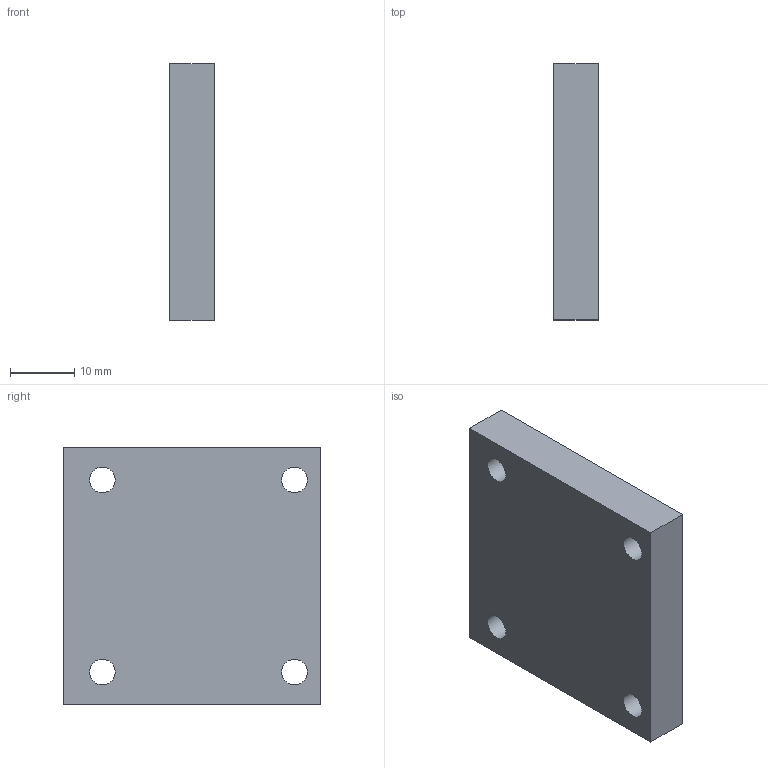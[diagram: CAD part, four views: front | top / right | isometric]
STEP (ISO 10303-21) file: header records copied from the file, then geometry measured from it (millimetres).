
FILE_DESCRIPTION(/* description */ (''),/* implementation_level */ '2;1');
FILE_NAME(/* name */ 'Bearing_holder v1.step',/* time_stamp */ '2025-06-16T07:28:51+02:00',/* author */ (''),/* organization */ (''),/* preprocessor_version */ 'ST-DEVELOPER v20.1',/* originating_system */ 'Autodesk Translation Framework v14.10.0.0',/* authorisation */ '');
FILE_SCHEMA (('AUTOMOTIVE_DESIGN { 1 0 10303 214 3 1 1 }'));
Length unit declared in the file: millimetre
Products named in the file (1): Bearing_holder
Bounding box: 7 x 40 x 40 mm (x, y, z)
Volume: 9666.2 mm3; surface area: 4781.6 mm2
Topology: 1 solids, 1 shells, 13 faces, 29 edges, 19 vertices
Faces by surface type: plane 7, cylinder 5, cone 1
Full cylindrical faces by diameter (mm): 4 x4, 16.2 x1
Entity records: 415 total; most frequent: DIRECTION 68, CARTESIAN_POINT 62, ORIENTED_EDGE 58, EDGE_CURVE 29, AXIS2_PLACEMENT_3D 25, EDGE_LOOP 22, VERTEX_POINT 19, LINE 18
